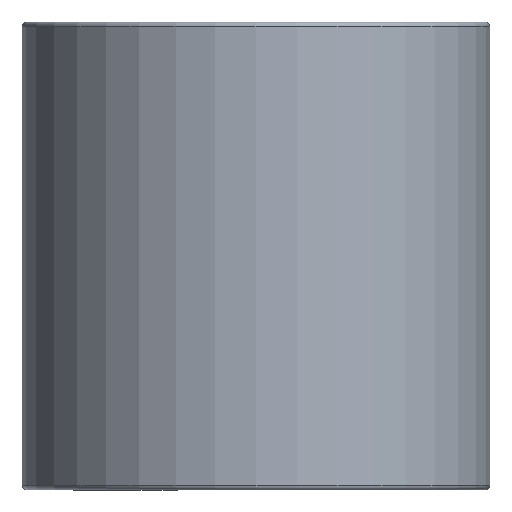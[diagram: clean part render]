
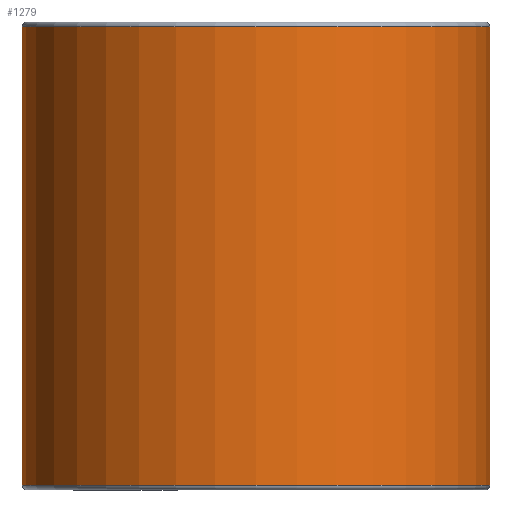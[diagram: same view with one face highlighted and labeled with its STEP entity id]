
A CAD part, left-side view. The second image highlights one B-rep face of the part: STEP entity #1279.
In plain terms, the highlighted cylindrical face has radius 3.997 mm (diameter 7.993 mm), a partial arc.
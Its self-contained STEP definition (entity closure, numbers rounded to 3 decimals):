
#12 = CYLINDRICAL_SURFACE ( 'NONE', #1469, 3.996 ) ;
#158 = AXIS2_PLACEMENT_3D ( 'NONE', #1434, #236, #2009 ) ;
#217 = CIRCLE ( 'NONE', #2006, 3.996 ) ;
#236 = DIRECTION ( 'NONE',  ( 0., 0., 1. ) ) ;
#304 = DIRECTION ( 'NONE',  ( 0., 0., -1. ) ) ;
#313 = DIRECTION ( 'NONE',  ( 0., 1., 0. ) ) ;
#376 = CARTESIAN_POINT ( 'NONE',  ( 0., -3.996, -3.92 ) ) ;
#399 = VERTEX_POINT ( 'NONE', #847 ) ;
#409 = LINE ( 'NONE', #1191, #2003 ) ;
#471 = CARTESIAN_POINT ( 'NONE',  ( 0., -3.996, 4. ) ) ;
#521 = CARTESIAN_POINT ( 'NONE',  ( 0., 0., 3.92 ) ) ;
#580 = EDGE_CURVE ( 'NONE', #813, #1300, #1309, .T. ) ;
#581 = CARTESIAN_POINT ( 'NONE',  ( 0., 3.997, 3.92 ) ) ;
#685 = ORIENTED_EDGE ( 'NONE', *, *, #782, .F. ) ;
#697 = CARTESIAN_POINT ( 'NONE',  ( 0., 0., 4. ) ) ;
#775 = EDGE_CURVE ( 'NONE', #1300, #399, #1817, .T. ) ;
#782 = EDGE_CURVE ( 'NONE', #813, #1593, #409, .T. ) ;
#813 = VERTEX_POINT ( 'NONE', #973 ) ;
#833 = DIRECTION ( 'NONE',  ( 0., 0., 1. ) ) ;
#847 = CARTESIAN_POINT ( 'NONE',  ( 0., -3.996, 3.92 ) ) ;
#907 = VECTOR ( 'NONE', #1289, 1000. ) ;
#908 = DIRECTION ( 'NONE',  ( 0., -1., 0. ) ) ;
#973 = CARTESIAN_POINT ( 'NONE',  ( 0., 3.996, -3.92 ) ) ;
#1102 = DIRECTION ( 'NONE',  ( 0., 0., 1. ) ) ;
#1113 = FACE_OUTER_BOUND ( 'NONE', #1576, .T. ) ;
#1119 = ORIENTED_EDGE ( 'NONE', *, *, #775, .T. ) ;
#1191 = CARTESIAN_POINT ( 'NONE',  ( 0., 3.997, 4. ) ) ;
#1279 = ADVANCED_FACE ( 'NONE', ( #1113 ), #12, .T. ) ;
#1284 = ORIENTED_EDGE ( 'NONE', *, *, #580, .T. ) ;
#1289 = DIRECTION ( 'NONE',  ( 0., 0., 1. ) ) ;
#1300 = VERTEX_POINT ( 'NONE', #376 ) ;
#1309 = CIRCLE ( 'NONE', #158, 3.996 ) ;
#1434 = CARTESIAN_POINT ( 'NONE',  ( 0., 0., -3.92 ) ) ;
#1469 = AXIS2_PLACEMENT_3D ( 'NONE', #697, #833, #908 ) ;
#1576 = EDGE_LOOP ( 'NONE', ( #685, #1284, #1119, #1787 ) ) ;
#1593 = VERTEX_POINT ( 'NONE', #581 ) ;
#1630 = EDGE_CURVE ( 'NONE', #399, #1593, #217, .T. ) ;
#1787 = ORIENTED_EDGE ( 'NONE', *, *, #1630, .T. ) ;
#1817 = LINE ( 'NONE', #471, #907 ) ;
#2003 = VECTOR ( 'NONE', #1102, 1000. ) ;
#2006 = AXIS2_PLACEMENT_3D ( 'NONE', #521, #304, #313 ) ;
#2009 = DIRECTION ( 'NONE',  ( 0., -1., 0. ) ) ;
